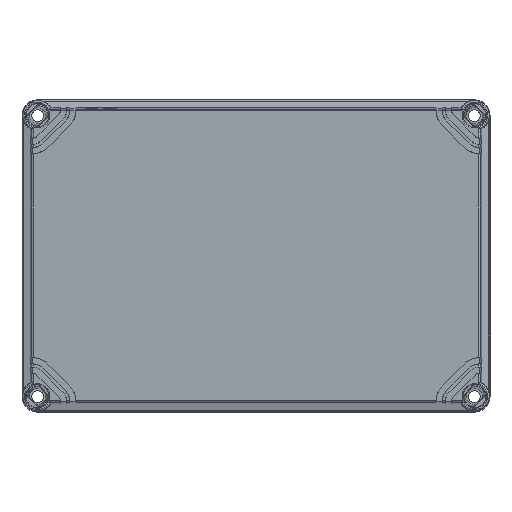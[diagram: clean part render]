
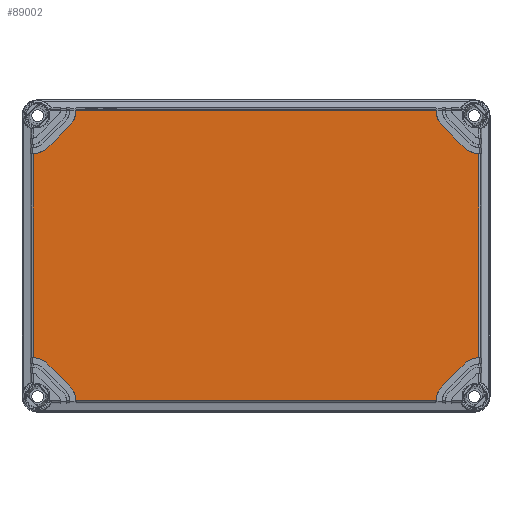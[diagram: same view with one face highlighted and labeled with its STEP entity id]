
A CAD part, top view. The second image highlights one B-rep face of the part: STEP entity #89002.
In plain terms, the highlighted planar face has unit normal (0, 0, 1).
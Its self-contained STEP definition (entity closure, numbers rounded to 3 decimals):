
#75151=CARTESIAN_POINT('',(-129.346,-93.3,30.));
#75152=DIRECTION('',(0.,0.,1.));
#75153=DIRECTION('',(0.999,0.032,0.));
#75154=AXIS2_PLACEMENT_3D('',#75151,#75152,#75153);
#75159=DIRECTION('',(-0.707,0.707,0.));
#75160=VECTOR('',#75159,19.734);
#75161=CARTESIAN_POINT('',(-119.447,-83.401,30.));
#75162=LINE('',#75161,#75160);
#75166=CARTESIAN_POINT('',(-143.3,-79.346,30.));
#75167=DIRECTION('',(0.,0.,1.));
#75168=DIRECTION('',(0.707,0.707,0.));
#75169=AXIS2_PLACEMENT_3D('',#75166,#75167,#75168);
#75174=CARTESIAN_POINT('',(-143.3,79.346,30.));
#75175=DIRECTION('',(0.,0.,1.));
#75176=DIRECTION('',(0.032,-0.999,0.));
#75177=AXIS2_PLACEMENT_3D('',#75174,#75175,#75176);
#75182=DIRECTION('',(0.707,0.707,0.));
#75183=VECTOR('',#75182,19.734);
#75184=CARTESIAN_POINT('',(-133.401,69.447,30.));
#75185=LINE('',#75184,#75183);
#75189=CARTESIAN_POINT('',(-129.346,93.3,30.));
#75190=DIRECTION('',(0.,0.,1.));
#75191=DIRECTION('',(0.707,-0.707,0.));
#75192=AXIS2_PLACEMENT_3D('',#75189,#75190,#75191);
#75197=DIRECTION('',(1.,0.,0.));
#75198=VECTOR('',#75197,230.707);
#75199=CARTESIAN_POINT('',(-115.353,92.851,30.));
#75200=LINE('',#75199,#75198);
#75204=CARTESIAN_POINT('',(129.346,93.3,30.));
#75205=DIRECTION('',(0.,0.,1.));
#75206=DIRECTION('',(-0.999,-0.032,0.));
#75207=AXIS2_PLACEMENT_3D('',#75204,#75205,#75206);
#75212=DIRECTION('',(0.707,-0.707,0.));
#75213=VECTOR('',#75212,19.734);
#75214=CARTESIAN_POINT('',(119.447,83.401,30.));
#75215=LINE('',#75214,#75213);
#75219=CARTESIAN_POINT('',(143.3,79.346,30.));
#75220=DIRECTION('',(0.,0.,1.));
#75221=DIRECTION('',(-0.707,-0.707,0.));
#75222=AXIS2_PLACEMENT_3D('',#75219,#75220,#75221);
#75227=CARTESIAN_POINT('',(143.3,-79.346,30.));
#75228=DIRECTION('',(0.,0.,1.));
#75229=DIRECTION('',(-0.032,0.999,0.));
#75230=AXIS2_PLACEMENT_3D('',#75227,#75228,#75229);
#75235=DIRECTION('',(-0.707,-0.707,0.));
#75236=VECTOR('',#75235,19.734);
#75237=CARTESIAN_POINT('',(133.401,-69.447,30.));
#75238=LINE('',#75237,#75236);
#75242=CARTESIAN_POINT('',(129.346,-93.3,30.));
#75243=DIRECTION('',(0.,0.,1.));
#75244=DIRECTION('',(-0.707,0.707,0.));
#75245=AXIS2_PLACEMENT_3D('',#75242,#75243,#75244);
#79857=DIRECTION('',(0.,1.,0.));
#79858=VECTOR('',#79857,130.707);
#79859=CARTESIAN_POINT('',(142.851,-65.353,30.));
#79860=LINE('',#79859,#79858);
#79928=CARTESIAN_POINT('',(-115.353,92.851,30.));
#79966=CARTESIAN_POINT('',(115.353,92.851,30.));
#79992=DIRECTION('',(0.,-1.,0.));
#79993=VECTOR('',#79992,130.707);
#79994=CARTESIAN_POINT('',(-142.851,65.353,30.));
#79995=LINE('',#79994,#79993);
#80063=DIRECTION('',(1.,0.,0.));
#80064=VECTOR('',#80063,230.707);
#80065=CARTESIAN_POINT('',(-115.353,-92.851,30.));
#80066=LINE('',#80065,#80064);
#80070=CARTESIAN_POINT('',(115.353,-92.851,30.));
#80101=CARTESIAN_POINT('',(-115.353,-92.851,30.));
#82875=CARTESIAN_POINT('',(119.447,83.401,30.));
#82876=CARTESIAN_POINT('',(133.401,69.447,30.));
#82877=VERTEX_POINT('',#82875);
#82878=VERTEX_POINT('',#82876);
#82895=CARTESIAN_POINT('',(-133.401,69.447,30.));
#82896=CARTESIAN_POINT('',(-119.447,83.401,30.));
#82897=VERTEX_POINT('',#82895);
#82898=VERTEX_POINT('',#82896);
#82911=CARTESIAN_POINT('',(133.401,-69.447,30.));
#82912=CARTESIAN_POINT('',(119.447,-83.401,30.));
#82913=VERTEX_POINT('',#82911);
#82914=VERTEX_POINT('',#82912);
#82923=CARTESIAN_POINT('',(-119.447,-83.401,30.));
#82924=CARTESIAN_POINT('',(-133.401,-69.447,30.));
#82925=VERTEX_POINT('',#82923);
#82926=VERTEX_POINT('',#82924);
#83233=VERTEX_POINT('',#79966);
#83245=CARTESIAN_POINT('',(142.851,-65.353,30.));
#83246=CARTESIAN_POINT('',(142.851,65.353,30.));
#83247=VERTEX_POINT('',#83245);
#83248=VERTEX_POINT('',#83246);
#83256=VERTEX_POINT('',#79928);
#83301=CARTESIAN_POINT('',(-142.851,65.353,30.));
#83302=CARTESIAN_POINT('',(-142.851,-65.353,30.));
#83303=VERTEX_POINT('',#83301);
#83304=VERTEX_POINT('',#83302);
#83357=VERTEX_POINT('',#80101);
#83358=VERTEX_POINT('',#80070);
#88963=CARTESIAN_POINT('',(0.,0.,30.));
#88964=DIRECTION('',(0.,0.,1.));
#88965=DIRECTION('',(1.,0.,0.));
#88966=AXIS2_PLACEMENT_3D('',#88963,#88964,#88965);
#88967=PLANE('',#88966);
#88969=ORIENTED_EDGE('',*,*,#88968,.F.);
#88971=ORIENTED_EDGE('',*,*,#88970,.T.);
#88973=ORIENTED_EDGE('',*,*,#88972,.T.);
#88975=ORIENTED_EDGE('',*,*,#88974,.T.);
#88977=ORIENTED_EDGE('',*,*,#88976,.F.);
#88979=ORIENTED_EDGE('',*,*,#88978,.T.);
#88981=ORIENTED_EDGE('',*,*,#88980,.T.);
#88983=ORIENTED_EDGE('',*,*,#88982,.T.);
#88985=ORIENTED_EDGE('',*,*,#88984,.T.);
#88987=ORIENTED_EDGE('',*,*,#88986,.T.);
#88989=ORIENTED_EDGE('',*,*,#88988,.T.);
#88991=ORIENTED_EDGE('',*,*,#88990,.T.);
#88993=ORIENTED_EDGE('',*,*,#88992,.F.);
#88995=ORIENTED_EDGE('',*,*,#88994,.T.);
#88997=ORIENTED_EDGE('',*,*,#88996,.T.);
#88999=ORIENTED_EDGE('',*,*,#88998,.T.);
#89000=EDGE_LOOP('',(#88969,#88971,#88973,#88975,#88977,#88979,#88981,#88983,
#88985,#88987,#88989,#88991,#88993,#88995,#88997,#88999));
#89001=FACE_OUTER_BOUND('',#89000,.F.);
#89002=ADVANCED_FACE('',(#89001),#88967,.T.);
#75155=CIRCLE('',#75154,14.);
#75170=CIRCLE('',#75169,14.);
#75178=CIRCLE('',#75177,14.);
#75193=CIRCLE('',#75192,14.);
#75208=CIRCLE('',#75207,14.);
#75223=CIRCLE('',#75222,14.);
#75231=CIRCLE('',#75230,14.);
#75246=CIRCLE('',#75245,14.);
#88968=EDGE_CURVE('',#83357,#83358,#80066,.T.);
#88970=EDGE_CURVE('',#83357,#82925,#75155,.T.);
#88972=EDGE_CURVE('',#82925,#82926,#75162,.T.);
#88974=EDGE_CURVE('',#82926,#83304,#75170,.T.);
#88976=EDGE_CURVE('',#83303,#83304,#79995,.T.);
#88978=EDGE_CURVE('',#83303,#82897,#75178,.T.);
#88980=EDGE_CURVE('',#82897,#82898,#75185,.T.);
#88982=EDGE_CURVE('',#82898,#83256,#75193,.T.);
#88984=EDGE_CURVE('',#83256,#83233,#75200,.T.);
#88986=EDGE_CURVE('',#83233,#82877,#75208,.T.);
#88988=EDGE_CURVE('',#82877,#82878,#75215,.T.);
#88990=EDGE_CURVE('',#82878,#83248,#75223,.T.);
#88992=EDGE_CURVE('',#83247,#83248,#79860,.T.);
#88994=EDGE_CURVE('',#83247,#82913,#75231,.T.);
#88996=EDGE_CURVE('',#82913,#82914,#75238,.T.);
#88998=EDGE_CURVE('',#82914,#83358,#75246,.T.);
